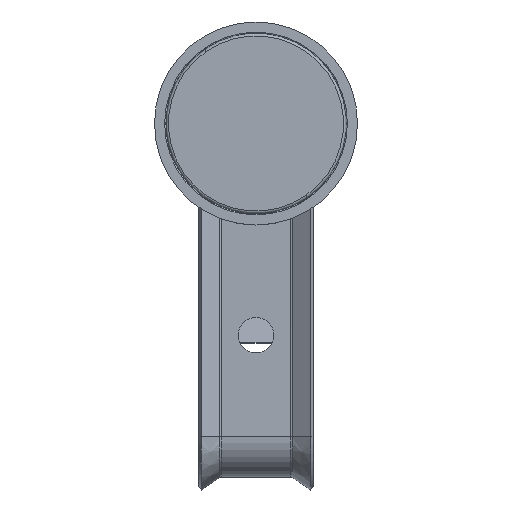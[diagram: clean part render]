
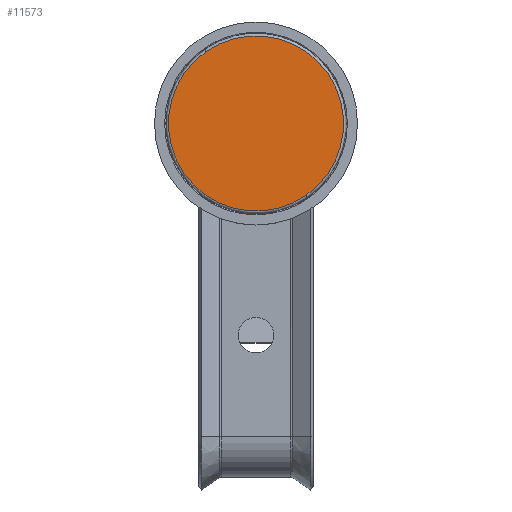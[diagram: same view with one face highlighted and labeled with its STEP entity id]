
A CAD part, top view. The second image highlights one B-rep face of the part: STEP entity #11573.
In plain terms, the highlighted face is planar.
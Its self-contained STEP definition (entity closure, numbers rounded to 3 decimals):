
#261 = CARTESIAN_POINT ( 'NONE',  ( 0., 2.08, 0. ) ) ;
#1309 = VERTEX_POINT ( 'NONE', #9217 ) ;
#3181 = CIRCLE ( 'NONE', #5727, 17.25 ) ;
#3499 = AXIS2_PLACEMENT_3D ( 'NONE', #13420, #7041, #10429 ) ;
#4118 = EDGE_CURVE ( 'NONE', #10423, #1309, #10961, .T. ) ;
#4742 = AXIS2_PLACEMENT_3D ( 'NONE', #261, #11290, #9126 ) ;
#5727 = AXIS2_PLACEMENT_3D ( 'NONE', #13723, #12585, #12373 ) ;
#5749 = FACE_OUTER_BOUND ( 'NONE', #13639, .T. ) ;
#6986 = EDGE_CURVE ( 'NONE', #1309, #10423, #3181, .T. ) ;
#7041 = DIRECTION ( 'NONE',  ( 0., 1., 0. ) ) ;
#7118 = PLANE ( 'NONE',  #3499 ) ;
#9002 = ORIENTED_EDGE ( 'NONE', *, *, #6986, .T. ) ;
#9126 = DIRECTION ( 'NONE',  ( 0., 0., 1. ) ) ;
#9217 = CARTESIAN_POINT ( 'NONE',  ( 0., 2.08, 17.25 ) ) ;
#9379 = ORIENTED_EDGE ( 'NONE', *, *, #4118, .T. ) ;
#10423 = VERTEX_POINT ( 'NONE', #12071 ) ;
#10429 = DIRECTION ( 'NONE',  ( 0., 0., 1. ) ) ;
#10961 = CIRCLE ( 'NONE', #4742, 17.25 ) ;
#11290 = DIRECTION ( 'NONE',  ( 0., 1., 0. ) ) ;
#11573 = ADVANCED_FACE ( 'NONE', ( #5749 ), #7118, .T. ) ;
#12071 = CARTESIAN_POINT ( 'NONE',  ( 0., 2.08, -17.25 ) ) ;
#12373 = DIRECTION ( 'NONE',  ( 0., 0., 1. ) ) ;
#12585 = DIRECTION ( 'NONE',  ( 0., 1., 0. ) ) ;
#13420 = CARTESIAN_POINT ( 'NONE',  ( 0., 2.08, 0. ) ) ;
#13639 = EDGE_LOOP ( 'NONE', ( #9002, #9379 ) ) ;
#13723 = CARTESIAN_POINT ( 'NONE',  ( 0., 2.08, 0. ) ) ;
